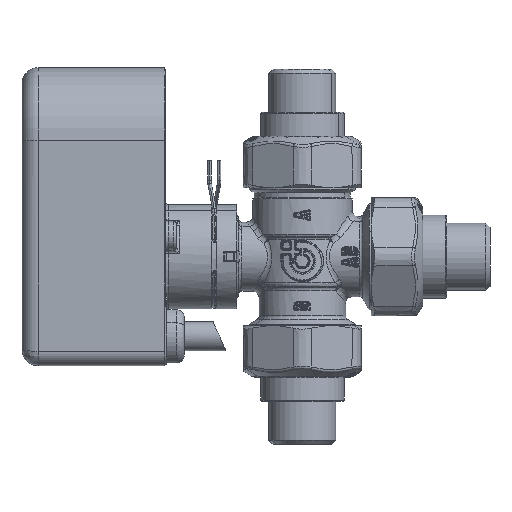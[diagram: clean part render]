
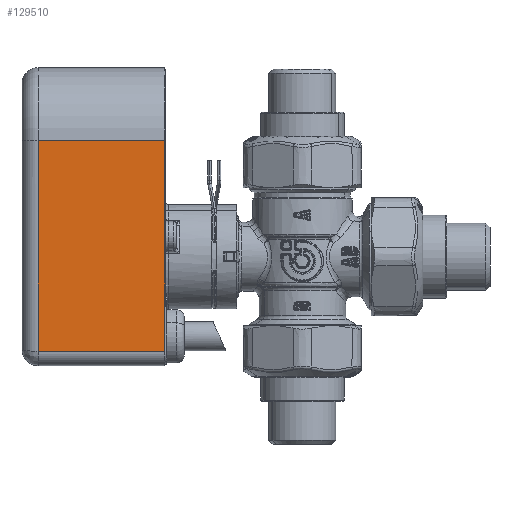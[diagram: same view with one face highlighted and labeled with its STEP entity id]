
A CAD part, left-side view. The second image highlights one B-rep face of the part: STEP entity #129510.
In plain terms, the highlighted planar face has unit normal (-1, 0, 0).
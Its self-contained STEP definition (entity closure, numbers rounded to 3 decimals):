
#118315=CARTESIAN_POINT('Vertex',(-26.45,68.696,36.2)) ;
#118318=CARTESIAN_POINT('Line Origine',(-26.45,68.696,3.375)) ;
#118322=CARTESIAN_POINT('Vertex',(-26.45,68.696,-29.45)) ;
#129468=CARTESIAN_POINT('Line Origine',(-26.45,90.946,36.2)) ;
#129472=CARTESIAN_POINT('Vertex',(-26.45,108.196,36.2)) ;
#129487=CARTESIAN_POINT('Axis2P3D Location',(-26.45,68.696,-33.95)) ;
#129492=CARTESIAN_POINT('Line Origine',(-26.45,88.446,-29.45)) ;
#129496=CARTESIAN_POINT('Vertex',(-26.45,108.196,-29.45)) ;
#129499=CARTESIAN_POINT('Line Origine',(-26.45,108.196,3.375)) ;
#118320=VECTOR('Line Direction',#118319,1.) ;
#129470=VECTOR('Line Direction',#129469,1.) ;
#129494=VECTOR('Line Direction',#129493,1.) ;
#129501=VECTOR('Line Direction',#129500,1.) ;
#118319=DIRECTION('Vector Direction',(0.,0.,1.)) ;
#129469=DIRECTION('Vector Direction',(0.,1.,0.)) ;
#129488=DIRECTION('Axis2P3D Direction',(-1.,0.,0.)) ;
#129489=DIRECTION('Axis2P3D XDirection',(0.,0.,1.)) ;
#129493=DIRECTION('Vector Direction',(0.,1.,0.)) ;
#129500=DIRECTION('Vector Direction',(0.,0.,-1.)) ;
#129490=AXIS2_PLACEMENT_3D('Plane Axis2P3D',#129487,#129488,#129489) ;
#118321=LINE('Line',#118318,#118320) ;
#129471=LINE('Line',#129468,#129470) ;
#129495=LINE('Line',#129492,#129494) ;
#129502=LINE('Line',#129499,#129501) ;
#129491=PLANE('',#129490) ;
#118324=EDGE_CURVE('',#118316,#118323,#118321,.F.) ;
#129474=EDGE_CURVE('',#118316,#129473,#129471,.T.) ;
#129498=EDGE_CURVE('',#118323,#129497,#129495,.T.) ;
#129503=EDGE_CURVE('',#129473,#129497,#129502,.T.) ;
#129505=ORIENTED_EDGE('',*,*,#129498,.F.) ;
#129506=ORIENTED_EDGE('',*,*,#118324,.F.) ;
#129507=ORIENTED_EDGE('',*,*,#129474,.T.) ;
#129508=ORIENTED_EDGE('',*,*,#129503,.T.) ;
#129504=EDGE_LOOP('',(#129505,#129506,#129507,#129508)) ;
#118316=VERTEX_POINT('',#118315) ;
#118323=VERTEX_POINT('',#118322) ;
#129473=VERTEX_POINT('',#129472) ;
#129497=VERTEX_POINT('',#129496) ;
#129510=ADVANCED_FACE('PartBody',(#129509),#129491,.T.) ;
#129509=FACE_OUTER_BOUND('',#129504,.T.) ;
